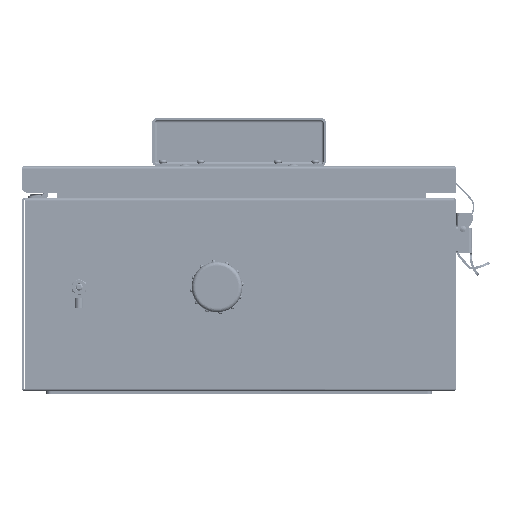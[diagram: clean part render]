
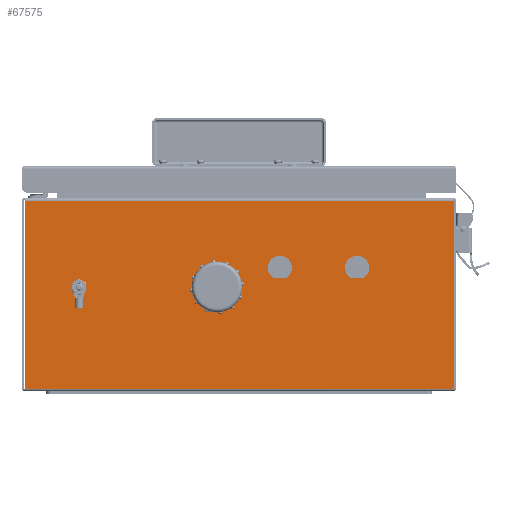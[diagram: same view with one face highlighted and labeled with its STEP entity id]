
A CAD part, front view. The second image highlights one B-rep face of the part: STEP entity #67575.
In plain terms, the highlighted planar face has unit normal (0, -1, 0).
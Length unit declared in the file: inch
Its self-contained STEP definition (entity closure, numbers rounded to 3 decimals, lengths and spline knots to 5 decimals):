
#23 = VERTEX_POINT ( 'NONE', #106163 ) ;
#3880 = DIRECTION ( 'NONE',  ( 1., 0., 0. ) ) ;
#4979 = FACE_OUTER_BOUND ( 'NONE', #81333, .T. ) ;
#6190 = ORIENTED_EDGE ( 'NONE', *, *, #10603, .F. ) ;
#6570 = CARTESIAN_POINT ( 'NONE',  ( -0.575, -6.75, 2.635 ) ) ;
#9233 = DIRECTION ( 'NONE',  ( 0., -1., 0. ) ) ;
#10603 = EDGE_CURVE ( 'NONE', #114573, #103994, #80788, .T. ) ;
#11189 = LINE ( 'NONE', #39768, #59536 ) ;
#11528 = EDGE_CURVE ( 'NONE', #103994, #114573, #151710, .T. ) ;
#13985 = ORIENTED_EDGE ( 'NONE', *, *, #44561, .F. ) ;
#14643 = EDGE_CURVE ( 'NONE', #122067, #135809, #35617, .T. ) ;
#15025 = CIRCLE ( 'NONE', #51161, 0.3125 ) ;
#16207 = CARTESIAN_POINT ( 'NONE',  ( -4.145, -6.75, 2.635 ) ) ;
#17172 = CARTESIAN_POINT ( 'NONE',  ( 5.56, -6.75, 0.005 ) ) ;
#20880 = ORIENTED_EDGE ( 'NONE', *, *, #132954, .F. ) ;
#22173 = DIRECTION ( 'NONE',  ( 0., 0., 1. ) ) ;
#22392 = CARTESIAN_POINT ( 'NONE',  ( 3.21982, -6.75, 2.8695 ) ) ;
#23160 = EDGE_CURVE ( 'NONE', #55773, #54353, #26695, .T. ) ;
#24319 = CARTESIAN_POINT ( 'NONE',  ( 1.21982, -6.75, 2.8695 ) ) ;
#26695 = CIRCLE ( 'NONE', #80770, 0.3125 ) ;
#27227 = VECTOR ( 'NONE', #112582, 39.37008 ) ;
#28406 = CARTESIAN_POINT ( 'NONE',  ( -0.575, -6.75, 2.635 ) ) ;
#30911 = AXIS2_PLACEMENT_3D ( 'NONE', #60174, #95572, #96056 ) ;
#34643 = FACE_BOUND ( 'NONE', #127486, .T. ) ;
#35617 = CIRCLE ( 'NONE', #30911, 0.3125 ) ;
#36144 = VERTEX_POINT ( 'NONE', #17172 ) ;
#36618 = CARTESIAN_POINT ( 'NONE',  ( 3.055, -6.75, 3.4475 ) ) ;
#36752 = ORIENTED_EDGE ( 'NONE', *, *, #96062, .F. ) ;
#39157 = DIRECTION ( 'NONE',  ( 0., 0., 1. ) ) ;
#39316 = CARTESIAN_POINT ( 'NONE',  ( 0.89018, -6.75, 2.8695 ) ) ;
#39768 = CARTESIAN_POINT ( 'NONE',  ( 0., -6.75, 2.8695 ) ) ;
#40704 = EDGE_CURVE ( 'NONE', #135809, #46174, #11189, .T. ) ;
#41949 = DIRECTION ( 'NONE',  ( 1., 0., 0. ) ) ;
#42278 = AXIS2_PLACEMENT_3D ( 'NONE', #56549, #9233, #57563 ) ;
#42725 = AXIS2_PLACEMENT_3D ( 'NONE', #28406, #111495, #146463 ) ;
#44561 = EDGE_CURVE ( 'NONE', #50035, #63326, #53230, .T. ) ;
#46174 = VERTEX_POINT ( 'NONE', #24319 ) ;
#49263 = DIRECTION ( 'NONE',  ( 0., -1., 0. ) ) ;
#49616 = CARTESIAN_POINT ( 'NONE',  ( -5.56, -6.75, 0. ) ) ;
#49771 = DIRECTION ( 'NONE',  ( 0., 0., -1. ) ) ;
#50035 = VERTEX_POINT ( 'NONE', #132498 ) ;
#50588 = VECTOR ( 'NONE', #74871, 39.37008 ) ;
#51161 = AXIS2_PLACEMENT_3D ( 'NONE', #60737, #49263, #143484 ) ;
#51836 = CARTESIAN_POINT ( 'NONE',  ( 0., -6.75, 4.875 ) ) ;
#51935 = ORIENTED_EDGE ( 'NONE', *, *, #11528, .F. ) ;
#52847 = CARTESIAN_POINT ( 'NONE',  ( 0., -6.75, 2.8695 ) ) ;
#52967 = CARTESIAN_POINT ( 'NONE',  ( 5.56, -6.75, 0.005 ) ) ;
#53230 = LINE ( 'NONE', #51836, #27227 ) ;
#54180 = CIRCLE ( 'NONE', #65675, 0.445 ) ;
#54353 = VERTEX_POINT ( 'NONE', #36618 ) ;
#55773 = VERTEX_POINT ( 'NONE', #22392 ) ;
#56426 = CARTESIAN_POINT ( 'NONE',  ( 1.055, -6.75, 3.4475 ) ) ;
#56549 = CARTESIAN_POINT ( 'NONE',  ( -4.145, -6.75, 2.635 ) ) ;
#57563 = DIRECTION ( 'NONE',  ( 0., 0., 1. ) ) ;
#59178 = CARTESIAN_POINT ( 'NONE',  ( 5.56, -6.75, 4.875 ) ) ;
#59536 = VECTOR ( 'NONE', #3880, 39.37008 ) ;
#60174 = CARTESIAN_POINT ( 'NONE',  ( 1.055, -6.75, 3.135 ) ) ;
#60737 = CARTESIAN_POINT ( 'NONE',  ( 3.055, -6.75, 3.135 ) ) ;
#62449 = LINE ( 'NONE', #131957, #151861 ) ;
#63326 = VERTEX_POINT ( 'NONE', #59178 ) ;
#64611 = DIRECTION ( 'NONE',  ( 0., -1., 0. ) ) ;
#65512 = CARTESIAN_POINT ( 'NONE',  ( -0.575, -6.75, 3.08 ) ) ;
#65675 = AXIS2_PLACEMENT_3D ( 'NONE', #6570, #125110, #150095 ) ;
#66363 = DIRECTION ( 'NONE',  ( 0., 1., 0. ) ) ;
#67575 = ADVANCED_FACE ( 'NONE', ( #34643, #68067, #127555, #4979, #83003 ), #125125, .F. ) ;
#68067 = FACE_BOUND ( 'NONE', #150987, .T. ) ;
#68407 = CARTESIAN_POINT ( 'NONE',  ( -4.145, -6.75, 2.533 ) ) ;
#68795 = VECTOR ( 'NONE', #109366, 39.37008 ) ;
#68867 = ORIENTED_EDGE ( 'NONE', *, *, #103547, .F. ) ;
#70744 = EDGE_CURVE ( 'NONE', #23, #96815, #54180, .T. ) ;
#74871 = DIRECTION ( 'NONE',  ( -1., 0., 0. ) ) ;
#76063 = DIRECTION ( 'NONE',  ( 0., 0., 1. ) ) ;
#77325 = AXIS2_PLACEMENT_3D ( 'NONE', #137675, #66363, #22173 ) ;
#79729 = ORIENTED_EDGE ( 'NONE', *, *, #100206, .F. ) ;
#80105 = LINE ( 'NONE', #52847, #117293 ) ;
#80770 = AXIS2_PLACEMENT_3D ( 'NONE', #123797, #64611, #39157 ) ;
#80788 = CIRCLE ( 'NONE', #42278, 0.102 ) ;
#81333 = EDGE_LOOP ( 'NONE', ( #36752, #122033, #79729, #13985 ) ) ;
#82258 = LINE ( 'NONE', #52967, #50588 ) ;
#83003 = FACE_BOUND ( 'NONE', #152165, .T. ) ;
#85900 = ORIENTED_EDGE ( 'NONE', *, *, #40704, .F. ) ;
#87269 = CARTESIAN_POINT ( 'NONE',  ( -4.145, -6.75, 2.737 ) ) ;
#90159 = EDGE_CURVE ( 'NONE', #46174, #122067, #94382, .T. ) ;
#94382 = CIRCLE ( 'NONE', #137591, 0.3125 ) ;
#94704 = ORIENTED_EDGE ( 'NONE', *, *, #14643, .F. ) ;
#95572 = DIRECTION ( 'NONE',  ( 0., -1., 0. ) ) ;
#96056 = DIRECTION ( 'NONE',  ( 0., 0., 1. ) ) ;
#96062 = EDGE_CURVE ( 'NONE', #146134, #50035, #107870, .T. ) ;
#96815 = VERTEX_POINT ( 'NONE', #65512 ) ;
#99185 = CARTESIAN_POINT ( 'NONE',  ( 1.055, -6.75, 3.135 ) ) ;
#100206 = EDGE_CURVE ( 'NONE', #63326, #36144, #62449, .T. ) ;
#100281 = ORIENTED_EDGE ( 'NONE', *, *, #23160, .F. ) ;
#100928 = ORIENTED_EDGE ( 'NONE', *, *, #148441, .F. ) ;
#103547 = EDGE_CURVE ( 'NONE', #54353, #110333, #15025, .T. ) ;
#103994 = VERTEX_POINT ( 'NONE', #68407 ) ;
#106163 = CARTESIAN_POINT ( 'NONE',  ( -0.575, -6.75, 2.19 ) ) ;
#107870 = LINE ( 'NONE', #49616, #68795 ) ;
#109366 = DIRECTION ( 'NONE',  ( 0., 0., 1. ) ) ;
#110333 = VERTEX_POINT ( 'NONE', #129397 ) ;
#110372 = ORIENTED_EDGE ( 'NONE', *, *, #70744, .F. ) ;
#111495 = DIRECTION ( 'NONE',  ( 0., -1., 0. ) ) ;
#112582 = DIRECTION ( 'NONE',  ( 1., 0., 0. ) ) ;
#113060 = DIRECTION ( 'NONE',  ( 0., 0., 1. ) ) ;
#113610 = ORIENTED_EDGE ( 'NONE', *, *, #90159, .F. ) ;
#114573 = VERTEX_POINT ( 'NONE', #87269 ) ;
#117293 = VECTOR ( 'NONE', #41949, 39.37008 ) ;
#122033 = ORIENTED_EDGE ( 'NONE', *, *, #129625, .F. ) ;
#122067 = VERTEX_POINT ( 'NONE', #56426 ) ;
#123306 = DIRECTION ( 'NONE',  ( 0., -1., 0. ) ) ;
#123797 = CARTESIAN_POINT ( 'NONE',  ( 3.055, -6.75, 3.135 ) ) ;
#125110 = DIRECTION ( 'NONE',  ( 0., -1., 0. ) ) ;
#125125 = PLANE ( 'NONE',  #77325 ) ;
#127486 = EDGE_LOOP ( 'NONE', ( #113610, #85900, #94704 ) ) ;
#127555 = FACE_BOUND ( 'NONE', #132843, .T. ) ;
#128983 = AXIS2_PLACEMENT_3D ( 'NONE', #16207, #123306, #76063 ) ;
#129397 = CARTESIAN_POINT ( 'NONE',  ( 2.89018, -6.75, 2.8695 ) ) ;
#129625 = EDGE_CURVE ( 'NONE', #36144, #146134, #82258, .T. ) ;
#131957 = CARTESIAN_POINT ( 'NONE',  ( 5.56, -6.75, 0. ) ) ;
#132498 = CARTESIAN_POINT ( 'NONE',  ( -5.56, -6.75, 4.875 ) ) ;
#132843 = EDGE_LOOP ( 'NONE', ( #6190, #51935 ) ) ;
#132954 = EDGE_CURVE ( 'NONE', #96815, #23, #133455, .T. ) ;
#133455 = CIRCLE ( 'NONE', #42725, 0.445 ) ;
#135809 = VERTEX_POINT ( 'NONE', #39316 ) ;
#136017 = CARTESIAN_POINT ( 'NONE',  ( -5.56, -6.75, 0.005 ) ) ;
#136579 = DIRECTION ( 'NONE',  ( 0., -1., 0. ) ) ;
#137591 = AXIS2_PLACEMENT_3D ( 'NONE', #99185, #136579, #113060 ) ;
#137675 = CARTESIAN_POINT ( 'NONE',  ( 0., -6.75, 0. ) ) ;
#143484 = DIRECTION ( 'NONE',  ( 0., 0., 1. ) ) ;
#146134 = VERTEX_POINT ( 'NONE', #136017 ) ;
#146463 = DIRECTION ( 'NONE',  ( 0., 0., 1. ) ) ;
#148441 = EDGE_CURVE ( 'NONE', #110333, #55773, #80105, .T. ) ;
#150095 = DIRECTION ( 'NONE',  ( 0., 0., 1. ) ) ;
#150987 = EDGE_LOOP ( 'NONE', ( #20880, #110372 ) ) ;
#151710 = CIRCLE ( 'NONE', #128983, 0.102 ) ;
#151861 = VECTOR ( 'NONE', #49771, 39.37008 ) ;
#152165 = EDGE_LOOP ( 'NONE', ( #100281, #100928, #68867 ) ) ;
